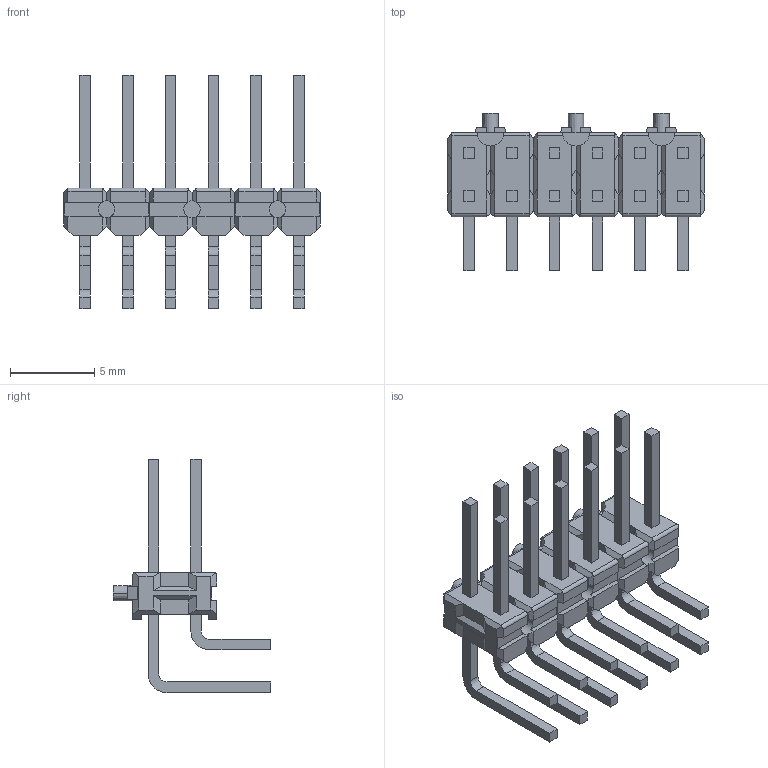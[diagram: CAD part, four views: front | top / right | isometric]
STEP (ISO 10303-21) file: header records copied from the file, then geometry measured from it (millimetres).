
FILE_DESCRIPTION((''),'2;1');
FILE_NAME('C-825457-6','2011-04-29T',('workeradm'),('Tyco Electronics Ltd.'),'PRO/ENGINEER BY PARAMETRIC TECHNOLOGY CORPORATION, 2009300','PRO/ENGINEER BY PARAMETRIC TECHNOLOGY CORPORATION, 2009300','');
FILE_SCHEMA(('AUTOMOTIVE_DESIGN { 1 0 10303 214 1 1 1 1 }'));
Length unit declared in the file: millimetre
Products named in the file (1): C-825457-6
Bounding box: 15.24 x 9.35 x 13.86 mm (x, y, z)
Volume: 243 mm3; surface area: 799.9 mm2
Topology: 1 solids, 1 shells, 500 faces, 1302 edges, 828 vertices
Faces by surface type: plane 446, cylinder 48, cone 6
Entity records: 15361 total; most frequent: CARTESIAN_POINT 2920, ORIENTED_EDGE 2604, DIRECTION 2356, EDGE_CURVE 1302, VECTOR 1092, LINE 1092, VERTEX_POINT 828, AXIS2_PLACEMENT_3D 632
